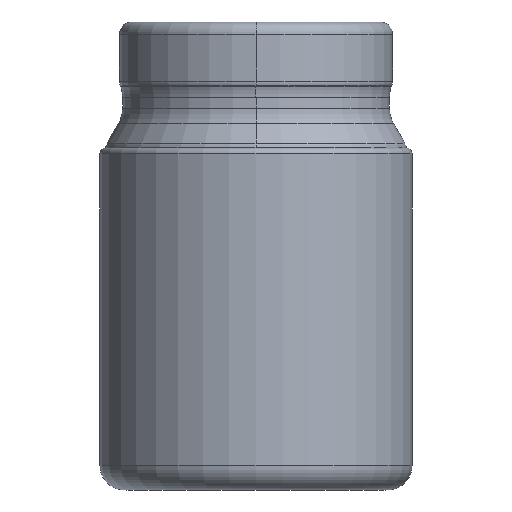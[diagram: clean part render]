
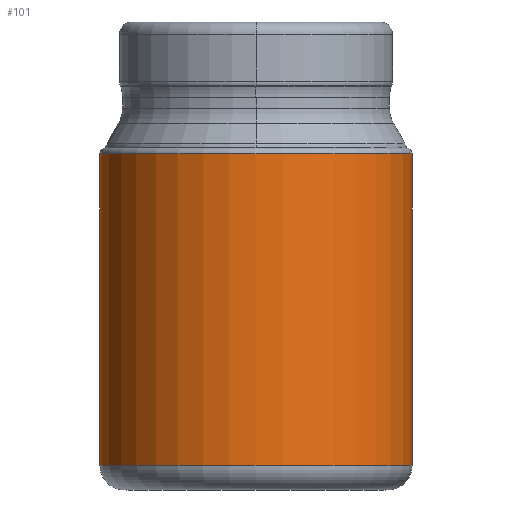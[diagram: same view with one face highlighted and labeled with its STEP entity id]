
A CAD part, front view. The second image highlights one B-rep face of the part: STEP entity #101.
In plain terms, the highlighted cylindrical face has radius 25.4 mm (diameter 50.8 mm), a partial arc.
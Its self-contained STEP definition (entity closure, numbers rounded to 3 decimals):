
#78=CYLINDRICAL_SURFACE('',#1599,25.4);
#101=ADVANCED_FACE('',(#213),#78,.T.);
#213=FACE_OUTER_BOUND('',#289,.T.);
#289=EDGE_LOOP('',(#376,#377,#378,#379));
#376=ORIENTED_EDGE('',*,*,#924,.F.);
#377=ORIENTED_EDGE('',*,*,#923,.F.);
#378=ORIENTED_EDGE('',*,*,#925,.T.);
#379=ORIENTED_EDGE('',*,*,#926,.F.);
#789=VERTEX_POINT('',#2520);
#791=VERTEX_POINT('',#2524);
#792=VERTEX_POINT('',#2528);
#793=VERTEX_POINT('',#2530);
#923=EDGE_CURVE('',#791,#789,#1144,.T.);
#924=EDGE_CURVE('',#789,#792,#1362,.T.);
#925=EDGE_CURVE('',#791,#793,#1363,.T.);
#926=EDGE_CURVE('',#792,#793,#1145,.T.);
#1144=CIRCLE('',#1596,25.4);
#1145=CIRCLE('',#1598,25.4);
#1362=LINE('',#2527,#1408);
#1363=LINE('',#2529,#1409);
#1408=VECTOR('',#1890,1.);
#1409=VECTOR('',#1891,1.);
#1596=AXIS2_PLACEMENT_3D('',#2525,#1886,#1887);
#1598=AXIS2_PLACEMENT_3D('',#2531,#1892,#1893);
#1599=AXIS2_PLACEMENT_3D('',#2532,#1894,#1895);
#1886=DIRECTION('',(0.,0.,1.));
#1887=DIRECTION('',(-1.,0.,0.));
#1890=DIRECTION('',(0.,0.,-1.));
#1891=DIRECTION('',(0.,0.,-1.));
#1892=DIRECTION('',(0.,0.,-1.));
#1893=DIRECTION('',(1.,0.,0.));
#1894=DIRECTION('',(0.,0.,1.));
#1895=DIRECTION('',(-1.,0.,0.));
#2520=CARTESIAN_POINT('',(25.4,0.,-21.473));
#2524=CARTESIAN_POINT('',(-25.4,0.,-21.473));
#2525=CARTESIAN_POINT('',(0.,0.,-21.473));
#2527=CARTESIAN_POINT('',(25.4,0.,-21.473));
#2528=CARTESIAN_POINT('',(25.4,0.,-72.2));
#2529=CARTESIAN_POINT('',(-25.4,0.,-21.473));
#2530=CARTESIAN_POINT('',(-25.4,0.,-72.2));
#2531=CARTESIAN_POINT('',(0.,0.,-72.2));
#2532=CARTESIAN_POINT('',(0.,0.,-76.13));
